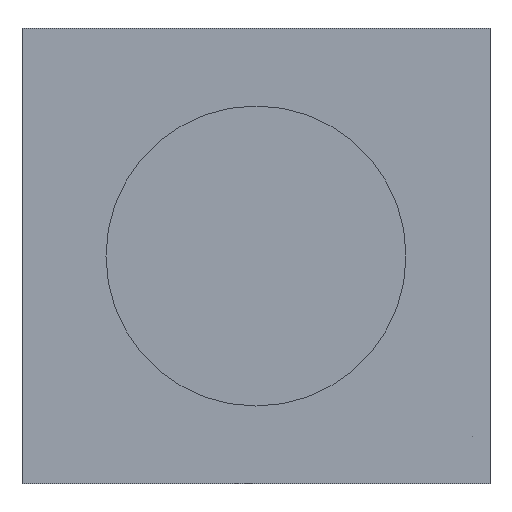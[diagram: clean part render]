
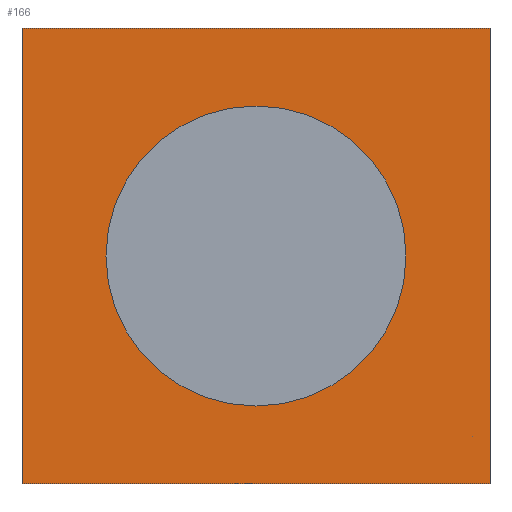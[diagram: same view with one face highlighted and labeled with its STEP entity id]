
A CAD part, front view. The second image highlights one B-rep face of the part: STEP entity #166.
In plain terms, the highlighted planar face has unit normal (0, -1, 0).
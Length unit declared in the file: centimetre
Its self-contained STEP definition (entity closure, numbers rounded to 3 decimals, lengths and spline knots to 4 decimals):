
#4 = CARTESIAN_POINT ( 'NONE',  ( 5.85, -16.5, -5.7 ) ) ;
#8 = DIRECTION ( 'NONE',  ( 0., 0., -1. ) ) ;
#19 = CIRCLE ( 'NONE', #198, 3.75 ) ;
#34 = CARTESIAN_POINT ( 'NONE',  ( 5.85, -16.5, -5.7 ) ) ;
#56 = EDGE_CURVE ( 'NONE', #333, #124, #296, .T. ) ;
#58 = CARTESIAN_POINT ( 'NONE',  ( 0., -16.5, -3.75 ) ) ;
#67 = VECTOR ( 'NONE', #171, 100. ) ;
#80 = ORIENTED_EDGE ( 'NONE', *, *, #158, .F. ) ;
#90 = CARTESIAN_POINT ( 'NONE',  ( 5.85, -16.5, 5.7 ) ) ;
#99 = DIRECTION ( 'NONE',  ( 0., 0., 1. ) ) ;
#104 = DIRECTION ( 'NONE',  ( 0., 0., -1. ) ) ;
#112 = ORIENTED_EDGE ( 'NONE', *, *, #169, .T. ) ;
#124 = VERTEX_POINT ( 'NONE', #272 ) ;
#126 = EDGE_CURVE ( 'NONE', #124, #193, #173, .T. ) ;
#147 = ORIENTED_EDGE ( 'NONE', *, *, #56, .F. ) ;
#155 = AXIS2_PLACEMENT_3D ( 'NONE', #234, #248, #104 ) ;
#156 = CARTESIAN_POINT ( 'NONE',  ( -5.85, -16.5, 5.7 ) ) ;
#158 = EDGE_CURVE ( 'NONE', #215, #354, #405, .T. ) ;
#166 = ADVANCED_FACE ( 'NONE', ( #236, #210 ), #355, .F. ) ;
#169 = EDGE_CURVE ( 'NONE', #287, #193, #352, .T. ) ;
#171 = DIRECTION ( 'NONE',  ( 0., 0., -1. ) ) ;
#173 = LINE ( 'NONE', #407, #67 ) ;
#176 = ORIENTED_EDGE ( 'NONE', *, *, #196, .F. ) ;
#180 = ORIENTED_EDGE ( 'NONE', *, *, #259, .T. ) ;
#193 = VERTEX_POINT ( 'NONE', #4 ) ;
#196 = EDGE_CURVE ( 'NONE', #354, #215, #19, .T. ) ;
#198 = AXIS2_PLACEMENT_3D ( 'NONE', #213, #379, #245 ) ;
#204 = VECTOR ( 'NONE', #433, 100. ) ;
#210 = FACE_OUTER_BOUND ( 'NONE', #317, .T. ) ;
#213 = CARTESIAN_POINT ( 'NONE',  ( 0., -16.5, 0. ) ) ;
#215 = VERTEX_POINT ( 'NONE', #417 ) ;
#216 = CARTESIAN_POINT ( 'NONE',  ( -5.85, -16.5, -5.7 ) ) ;
#234 = CARTESIAN_POINT ( 'NONE',  ( 5.85, -16.5, 5.7 ) ) ;
#236 = FACE_BOUND ( 'NONE', #255, .T. ) ;
#245 = DIRECTION ( 'NONE',  ( 0., 0., 1. ) ) ;
#248 = DIRECTION ( 'NONE',  ( 0., 1., 0. ) ) ;
#255 = EDGE_LOOP ( 'NONE', ( #176, #80 ) ) ;
#259 = EDGE_CURVE ( 'NONE', #333, #287, #295, .T. ) ;
#272 = CARTESIAN_POINT ( 'NONE',  ( 5.85, -16.5, 5.7 ) ) ;
#274 = CARTESIAN_POINT ( 'NONE',  ( 0., -16.5, 0. ) ) ;
#283 = DIRECTION ( 'NONE',  ( 0., -1., 0. ) ) ;
#287 = VERTEX_POINT ( 'NONE', #216 ) ;
#295 = LINE ( 'NONE', #156, #418 ) ;
#296 = LINE ( 'NONE', #90, #204 ) ;
#317 = EDGE_LOOP ( 'NONE', ( #112, #353, #147, #180 ) ) ;
#325 = CARTESIAN_POINT ( 'NONE',  ( -5.85, -16.5, 5.7 ) ) ;
#333 = VERTEX_POINT ( 'NONE', #325 ) ;
#339 = AXIS2_PLACEMENT_3D ( 'NONE', #274, #283, #99 ) ;
#352 = LINE ( 'NONE', #34, #364 ) ;
#353 = ORIENTED_EDGE ( 'NONE', *, *, #126, .F. ) ;
#354 = VERTEX_POINT ( 'NONE', #58 ) ;
#355 = PLANE ( 'NONE',  #155 ) ;
#364 = VECTOR ( 'NONE', #413, 100. ) ;
#379 = DIRECTION ( 'NONE',  ( 0., -1., 0. ) ) ;
#405 = CIRCLE ( 'NONE', #339, 3.75 ) ;
#407 = CARTESIAN_POINT ( 'NONE',  ( 5.85, -16.5, 5.7 ) ) ;
#413 = DIRECTION ( 'NONE',  ( 1., 0., 0. ) ) ;
#417 = CARTESIAN_POINT ( 'NONE',  ( 0., -16.5, 3.75 ) ) ;
#418 = VECTOR ( 'NONE', #8, 100. ) ;
#433 = DIRECTION ( 'NONE',  ( 1., 0., 0. ) ) ;
